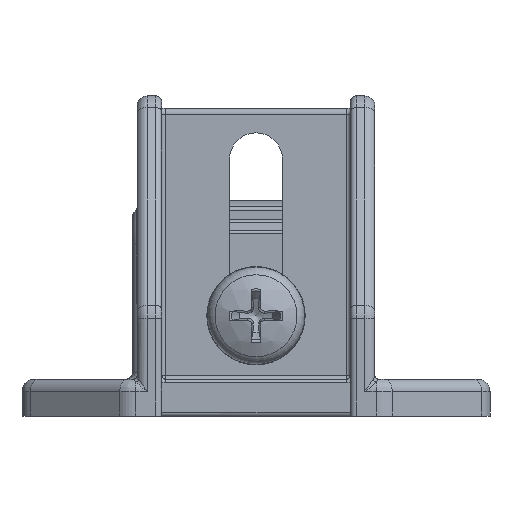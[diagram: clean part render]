
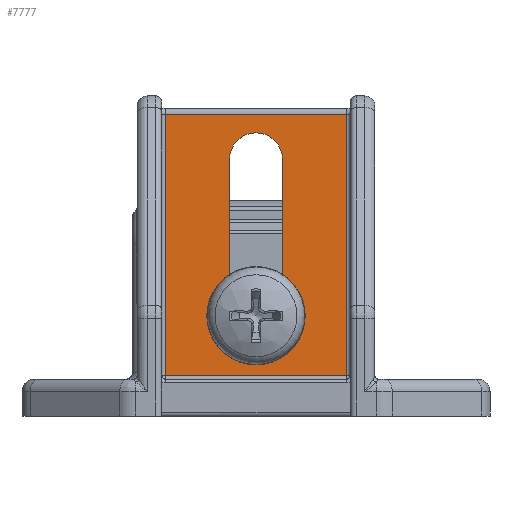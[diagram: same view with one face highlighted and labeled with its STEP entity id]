
A CAD part, left-side view. The second image highlights one B-rep face of the part: STEP entity #7777.
In plain terms, the highlighted planar face has unit normal (-1, 0, 0).
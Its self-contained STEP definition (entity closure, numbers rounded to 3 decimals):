
#216=PLANE('',#8679);
#643=LINE('',#13609,#1122);
#647=LINE('',#13621,#1126);
#654=LINE('',#13657,#1133);
#666=LINE('',#13722,#1145);
#667=LINE('',#13729,#1146);
#668=LINE('',#13731,#1147);
#1122=VECTOR('',#10500,12.7);
#1126=VECTOR('',#10512,12.7);
#1133=VECTOR('',#10557,14.7);
#1145=VECTOR('',#10603,21.2);
#1146=VECTOR('',#10614,14.7);
#1147=VECTOR('',#10617,21.2);
#1441=FACE_BOUND('',#2363,.T.);
#1819=FACE_OUTER_BOUND('',#2362,.T.);
#2362=EDGE_LOOP('',(#6560,#6561,#6562,#6563));
#2363=EDGE_LOOP('',(#6564,#6565,#6566,#6567));
#2870=CIRCLE('',#8536,2.15);
#2872=CIRCLE('',#8540,2.15);
#3526=VERTEX_POINT('',#13606);
#3527=VERTEX_POINT('',#13608);
#3529=VERTEX_POINT('',#13614);
#3531=VERTEX_POINT('',#13620);
#3539=VERTEX_POINT('',#13649);
#3541=VERTEX_POINT('',#13655);
#3549=VERTEX_POINT('',#13716);
#3550=VERTEX_POINT('',#13725);
#4478=EDGE_CURVE('',#3527,#3526,#643,.T.);
#4481=EDGE_CURVE('',#3529,#3527,#2870,.T.);
#4484=EDGE_CURVE('',#3531,#3529,#647,.T.);
#4487=EDGE_CURVE('',#3526,#3531,#2872,.T.);
#4503=EDGE_CURVE('',#3541,#3539,#654,.T.);
#4524=EDGE_CURVE('',#3539,#3549,#666,.T.);
#4528=EDGE_CURVE('',#3549,#3550,#667,.T.);
#4529=EDGE_CURVE('',#3550,#3541,#668,.T.);
#6560=ORIENTED_EDGE('',*,*,#4503,.F.);
#6561=ORIENTED_EDGE('',*,*,#4529,.F.);
#6562=ORIENTED_EDGE('',*,*,#4528,.F.);
#6563=ORIENTED_EDGE('',*,*,#4524,.F.);
#6564=ORIENTED_EDGE('',*,*,#4484,.T.);
#6565=ORIENTED_EDGE('',*,*,#4481,.T.);
#6566=ORIENTED_EDGE('',*,*,#4478,.T.);
#6567=ORIENTED_EDGE('',*,*,#4487,.T.);
#7777=ADVANCED_FACE('',(#1819,#1441),#216,.F.);
#8536=AXIS2_PLACEMENT_3D('',#13615,#10506,#10507);
#8540=AXIS2_PLACEMENT_3D('',#13625,#10518,#10519);
#8679=AXIS2_PLACEMENT_3D('',#13928,#10842,#10843);
#10500=DIRECTION('',(0.,0.,1.));
#10506=DIRECTION('center_axis',(1.,0.,0.));
#10507=DIRECTION('ref_axis',(0.,1.,0.));
#10512=DIRECTION('',(0.,0.,-1.));
#10518=DIRECTION('center_axis',(1.,0.,0.));
#10519=DIRECTION('ref_axis',(0.,-1.,0.));
#10557=DIRECTION('',(0.,-1.,0.));
#10603=DIRECTION('',(0.,0.,-1.));
#10614=DIRECTION('',(0.,1.,0.));
#10617=DIRECTION('',(0.,0.,1.));
#10842=DIRECTION('center_axis',(1.,0.,0.));
#10843=DIRECTION('ref_axis',(0.,-1.,0.));
#13606=CARTESIAN_POINT('',(-6.3,2.15,20.85));
#13608=CARTESIAN_POINT('',(-6.3,2.15,8.15));
#13609=CARTESIAN_POINT('',(-6.3,2.15,17.075));
#13614=CARTESIAN_POINT('',(-6.3,-2.15,8.15));
#13615=CARTESIAN_POINT('Origin',(-6.3,0.,8.15));
#13620=CARTESIAN_POINT('',(-6.3,-2.15,20.85));
#13621=CARTESIAN_POINT('',(-6.3,-2.15,23.425));
#13625=CARTESIAN_POINT('Origin',(-6.3,0.,20.85));
#13649=CARTESIAN_POINT('',(-6.3,-7.35,24.5));
#13655=CARTESIAN_POINT('',(-6.3,7.35,24.5));
#13657=CARTESIAN_POINT('',(-6.3,3.825,24.5));
#13716=CARTESIAN_POINT('',(-6.3,-7.35,3.3));
#13722=CARTESIAN_POINT('',(-6.3,-7.35,26.));
#13725=CARTESIAN_POINT('',(-6.3,7.35,3.3));
#13729=CARTESIAN_POINT('',(-6.3,3.825,3.3));
#13731=CARTESIAN_POINT('',(-6.3,7.35,26.));
#13928=CARTESIAN_POINT('Origin',(-6.3,7.65,26.));
